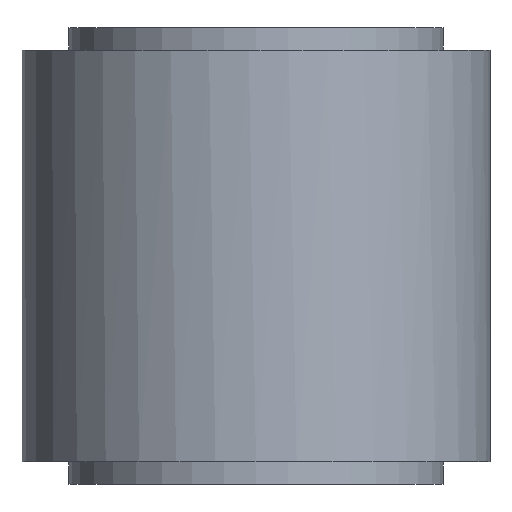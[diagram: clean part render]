
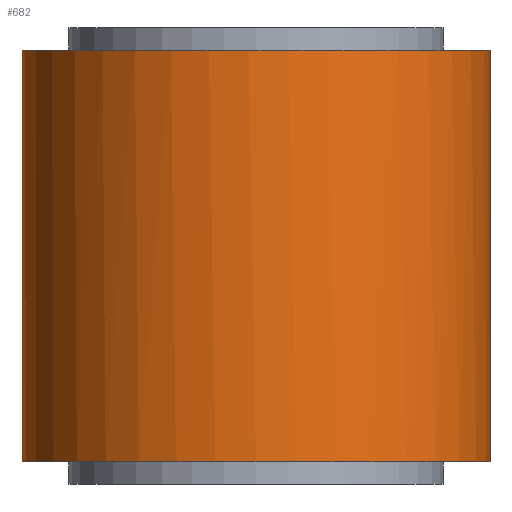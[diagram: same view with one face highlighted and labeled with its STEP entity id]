
A CAD part, front view. The second image highlights one B-rep face of the part: STEP entity #682.
In plain terms, the highlighted cylindrical face has radius 12.5 mm (diameter 25 mm), a partial arc.
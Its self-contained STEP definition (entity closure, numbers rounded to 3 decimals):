
#569=AXIS2_PLACEMENT_3D('Circle Axis2P3D',#567,#568,$) ;
#650=AXIS2_PLACEMENT_3D('Cylinder Axis2P3D',#647,#648,#649) ;
#562=CARTESIAN_POINT('Vertex',(-12.5,0.,0.)) ;
#564=CARTESIAN_POINT('Vertex',(12.5,0.,0.)) ;
#567=CARTESIAN_POINT('Axis2P3D Location',(0.,0.,0.)) ;
#594=CARTESIAN_POINT('Control Point',(-12.5,0.,22.)) ;
#595=CARTESIAN_POINT('Control Point',(-12.5,-1.963,22.)) ;
#596=CARTESIAN_POINT('Control Point',(-12.114,-3.927,22.)) ;
#597=CARTESIAN_POINT('Control Point',(-11.343,-5.789,22.)) ;
#598=CARTESIAN_POINT('Control Point',(-9.111,-9.111,22.)) ;
#599=CARTESIAN_POINT('Control Point',(-5.789,-11.343,22.)) ;
#600=CARTESIAN_POINT('Control Point',(-3.927,-12.114,22.)) ;
#601=CARTESIAN_POINT('Control Point',(0.,-12.886,22.)) ;
#602=CARTESIAN_POINT('Control Point',(3.927,-12.114,22.)) ;
#603=CARTESIAN_POINT('Control Point',(5.789,-11.343,22.)) ;
#604=CARTESIAN_POINT('Control Point',(9.111,-9.111,22.)) ;
#605=CARTESIAN_POINT('Control Point',(11.343,-5.789,22.)) ;
#606=CARTESIAN_POINT('Control Point',(12.114,-3.927,22.)) ;
#607=CARTESIAN_POINT('Control Point',(12.5,-1.963,22.)) ;
#608=CARTESIAN_POINT('Control Point',(12.5,0.,22.)) ;
#609=CARTESIAN_POINT('Vertex',(12.5,0.,22.)) ;
#611=CARTESIAN_POINT('Vertex',(-12.5,0.,22.)) ;
#647=CARTESIAN_POINT('Axis2P3D Location',(0.,0.,6.11)) ;
#652=CARTESIAN_POINT('Line Origine',(-12.5,0.,6.11)) ;
#657=CARTESIAN_POINT('Line Origine',(12.5,0.,6.11)) ;
#568=DIRECTION('Axis2P3D Direction',(0.,-0.,-1.)) ;
#648=DIRECTION('Axis2P3D Direction',(0.,-0.,-1.)) ;
#649=DIRECTION('Axis2P3D XDirection',(1.,0.,0.)) ;
#653=DIRECTION('Vector Direction',(0.,0.,-1.)) ;
#658=DIRECTION('Vector Direction',(0.,0.,-1.)) ;
#654=VECTOR('Line Direction',#653,1.) ;
#659=VECTOR('Line Direction',#658,1.) ;
#677=ORIENTED_EDGE('',*,*,#571,.F.) ;
#678=ORIENTED_EDGE('',*,*,#661,.T.) ;
#679=ORIENTED_EDGE('',*,*,#613,.T.) ;
#680=ORIENTED_EDGE('',*,*,#656,.F.) ;
#682=ADVANCED_FACE('PartBody',(#681),#651,.T.) ;
#593=B_SPLINE_CURVE_WITH_KNOTS('',5,(#594,#595,#596,#597,#598,#599,#600,#601,#602,#603,#604,#605,#606,#607,#608),.UNSPECIFIED.,.F.,.U.,(6,3,3,3,6),(39.27,49.087,58.905,68.722,78.54),.UNSPECIFIED.) ;
#570=CIRCLE('generated circle',#569,12.5) ;
#651=CYLINDRICAL_SURFACE('generated cylinder',#650,12.5) ;
#571=EDGE_CURVE('',#565,#563,#570,.T.) ;
#613=EDGE_CURVE('',#610,#612,#593,.F.) ;
#656=EDGE_CURVE('',#563,#612,#655,.F.) ;
#661=EDGE_CURVE('',#565,#610,#660,.F.) ;
#676=EDGE_LOOP('',(#677,#678,#679,#680)) ;
#681=FACE_OUTER_BOUND('',#676,.T.) ;
#655=LINE('Line',#652,#654) ;
#660=LINE('Line',#657,#659) ;
#563=VERTEX_POINT('',#562) ;
#565=VERTEX_POINT('',#564) ;
#610=VERTEX_POINT('',#609) ;
#612=VERTEX_POINT('',#611) ;
